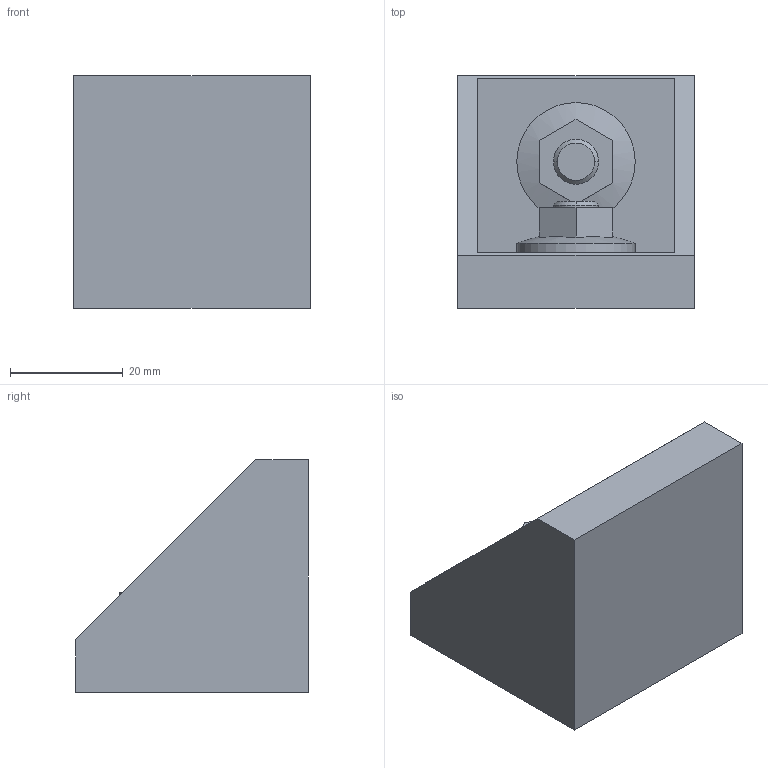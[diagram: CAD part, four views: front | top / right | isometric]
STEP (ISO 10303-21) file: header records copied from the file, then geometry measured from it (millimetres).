
FILE_DESCRIPTION (( 'STEP AP214' ), '1' );
FILE_NAME ('62611001', '2019-02-04T09:37:51', ( '' ), ('JUGARD+KÜNSTNER GmbH'), 'SwSTEP 2.0', 'SolidWorks 2017', '' );
FILE_SCHEMA (( 'AUTOMOTIVE_DESIGN' ));
Length unit declared in the file: millimetre
Products named in the file (1): 62611001_CNAJF00
Bounding box: 42 x 41.3 x 41.3 mm (x, y, z)
Volume: 36680.2 mm3; surface area: 10889.4 mm2
Topology: 1 solids, 1 shells, 42 faces, 100 edges, 66 vertices
Faces by surface type: plane 27, cylinder 8, cone 4, bspline 3
Entity records: 1424 total; most frequent: CARTESIAN_POINT 286, DIRECTION 204, ORIENTED_EDGE 200, EDGE_CURVE 100, AXIS2_PLACEMENT_3D 72, VERTEX_POINT 66, VECTOR 60, LINE 60
